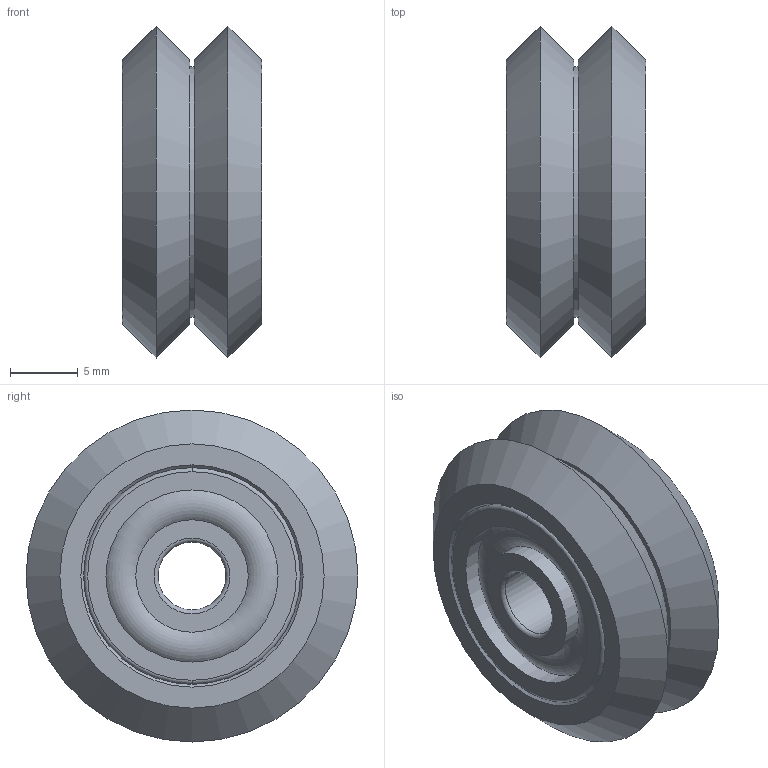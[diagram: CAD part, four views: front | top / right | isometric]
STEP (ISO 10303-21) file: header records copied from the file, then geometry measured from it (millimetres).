
FILE_DESCRIPTION(/* description */ (''),/* implementation_level */ '2;1');
FILE_NAME(/* name */ '00_Vslot_bearing.ipt.step',/* time_stamp */ '2022-11-29T07:53:37+01:00',/* author */ ('diederichbenedict'),/* organization */ (''),/* preprocessor_version */ 'ST-DEVELOPER v18.1',/* originating_system */ 'Autodesk Inventor 2022',/* authorisation */ '');
FILE_SCHEMA (('AUTOMOTIVE_DESIGN { 1 0 10303 214 3 1 1 }'));
Length unit declared in the file: millimetre
Products named in the file (1): 00_Vslot_bearing
Bounding box: 10.3 x 24.5 x 24.5 mm (x, y, z)
Volume: 3366.2 mm3; surface area: 3579.2 mm2
Topology: 3 solids, 3 shells, 52 faces, 111 edges, 73 vertices
Faces by surface type: torus 16, cylinder 16, plane 14, cone 6
Full cylindrical faces by diameter (mm): 5 x2, 8.3 x4, 12.7 x4, 13.6 x1, 16 x4, 18.5 x1
Entity records: 1554 total; most frequent: DIRECTION 306, CARTESIAN_POINT 237, ORIENTED_EDGE 222, AXIS2_PLACEMENT_3D 142, EDGE_CURVE 111, CIRCLE 89, VERTEX_POINT 73, EDGE_LOOP 66
